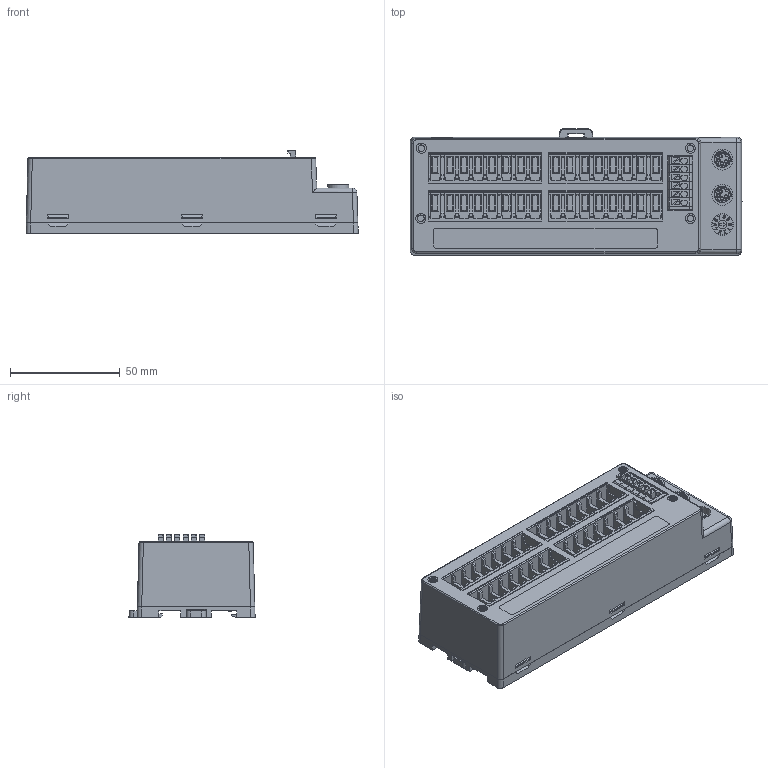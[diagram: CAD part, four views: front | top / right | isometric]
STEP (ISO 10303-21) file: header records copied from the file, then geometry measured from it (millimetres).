
FILE_DESCRIPTION(/* description */ (''),/* implementation_level */ '2;1');
FILE_NAME(/* name */ '32_stp.stp',/* time_stamp */ '2024-03-26T13:24:19+08:00',/* author */ (''),/* organization */ (''),/* preprocessor_version */ 'ST-DEVELOPER v14',/* originating_system */ 'SIEMENS PLM Software NX 8.0',/* authorisation */ '');
FILE_SCHEMA (('AUTOMOTIVE_DESIGN { 1 0 10303 214 3 1 1 1 }'));
Products named in the file (1): Admi0464B498xizh
Bounding box: 151.32 x 57.52 x 37.78 mm (x, y, z)
Volume: 859.2 mm3; surface area: 50938 mm2
Topology: 2 solids, 3 shells, 1892 faces, 5234 edges, 3430 vertices
Faces by surface type: plane 1574, cylinder 189, extrusion 89, bspline 18, cone 16, torus 4, sphere 2
Full cylindrical faces by diameter (mm): 1.2 x8, 1.5 x8, 3 x66, 4 x1, 4.5 x4, 4.6 x2, 9.5 x2, 9.6 x1, 9.9 x1
Entity records: 79800 total; most frequent: CARTESIAN_POINT 33545, ORIENTED_EDGE 9962, DIRECTION 8488, EDGE_CURVE 4981, VECTOR 4404, LINE 4315, VERTEX_POINT 3284, AXIS2_PLACEMENT_3D 2042
